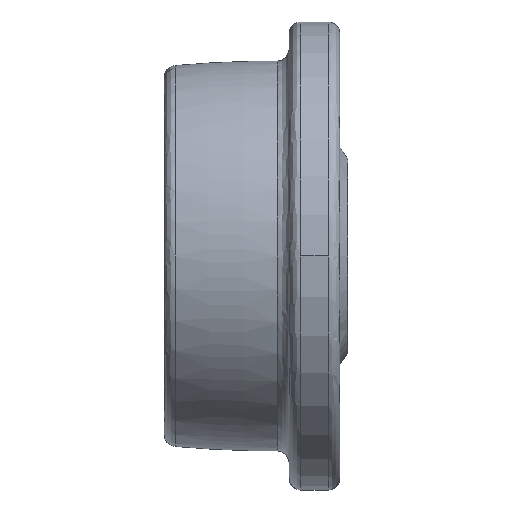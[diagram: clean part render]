
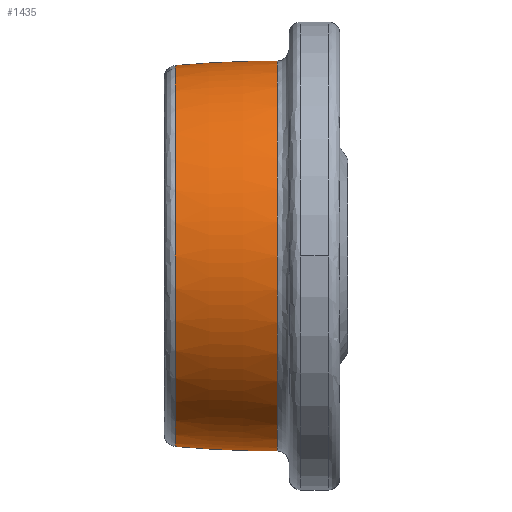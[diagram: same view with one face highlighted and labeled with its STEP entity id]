
A CAD part, front view. The second image highlights one B-rep face of the part: STEP entity #1435.
In plain terms, the highlighted toroidal (fillet/blend) face has major radius 250 mm and minor radius 300 mm.
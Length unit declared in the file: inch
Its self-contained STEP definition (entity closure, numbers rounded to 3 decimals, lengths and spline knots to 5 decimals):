
#85 = DIRECTION ( 'NONE',  ( 1., 0., 0. ) ) ;
#134 = CARTESIAN_POINT ( 'NONE',  ( 0.21654, 0., 0. ) ) ;
#161 = DIRECTION ( 'NONE',  ( 0., -1., 0. ) ) ;
#226 = VERTEX_POINT ( 'NONE', #1704 ) ;
#362 = CARTESIAN_POINT ( 'NONE',  ( 0.21654, 0., -9.84252 ) ) ;
#392 = VERTEX_POINT ( 'NONE', #1613 ) ;
#487 = CIRCLE ( 'NONE', #1243, 1.92316 ) ;
#508 = VERTEX_POINT ( 'NONE', #1139 ) ;
#576 = AXIS2_PLACEMENT_3D ( 'NONE', #134, #85, #860 ) ;
#579 = CIRCLE ( 'NONE', #1402, 11.81102 ) ;
#583 = CARTESIAN_POINT ( 'NONE',  ( -0.81743, 0., 1.92316 ) ) ;
#590 = EDGE_LOOP ( 'NONE', ( #705, #826, #1814, #1389 ) ) ;
#705 = ORIENTED_EDGE ( 'NONE', *, *, #1763, .F. ) ;
#717 = AXIS2_PLACEMENT_3D ( 'NONE', #362, #988, #1009 ) ;
#826 = ORIENTED_EDGE ( 'NONE', *, *, #1611, .F. ) ;
#860 = DIRECTION ( 'NONE',  ( 0., 1., 0. ) ) ;
#957 = CARTESIAN_POINT ( 'NONE',  ( 0.21654, 0., 9.84252 ) ) ;
#988 = DIRECTION ( 'NONE',  ( 0., 1., 0. ) ) ;
#1009 = DIRECTION ( 'NONE',  ( 0., 0., 1. ) ) ;
#1013 = CARTESIAN_POINT ( 'NONE',  ( 0.21654, 0., 0. ) ) ;
#1110 = DIRECTION ( 'NONE',  ( 0., 0., -1. ) ) ;
#1132 = EDGE_CURVE ( 'NONE', #508, #392, #1161, .T. ) ;
#1139 = CARTESIAN_POINT ( 'NONE',  ( 0.21654, 0., 1.9685 ) ) ;
#1145 = DIRECTION ( 'NONE',  ( 1., 0., 0. ) ) ;
#1153 = VERTEX_POINT ( 'NONE', #583 ) ;
#1161 = CIRCLE ( 'NONE', #576, 1.9685 ) ;
#1201 = TOROIDAL_SURFACE ( 'NONE', #1941, -9.84252, 11.81102 ) ;
#1243 = AXIS2_PLACEMENT_3D ( 'NONE', #1759, #1791, #1310 ) ;
#1310 = DIRECTION ( 'NONE',  ( 0., 0., 1. ) ) ;
#1342 = EDGE_CURVE ( 'NONE', #226, #392, #579, .T. ) ;
#1389 = ORIENTED_EDGE ( 'NONE', *, *, #1132, .F. ) ;
#1402 = AXIS2_PLACEMENT_3D ( 'NONE', #957, #161, #1110 ) ;
#1435 = ADVANCED_FACE ( 'NONE', ( #1780 ), #1201, .T. ) ;
#1593 = CIRCLE ( 'NONE', #717, 11.81102 ) ;
#1607 = DIRECTION ( 'NONE',  ( 0., 0., -1. ) ) ;
#1611 = EDGE_CURVE ( 'NONE', #226, #1153, #487, .T. ) ;
#1613 = CARTESIAN_POINT ( 'NONE',  ( 0.21654, 0., -1.9685 ) ) ;
#1704 = CARTESIAN_POINT ( 'NONE',  ( -0.81743, 0., -1.92316 ) ) ;
#1759 = CARTESIAN_POINT ( 'NONE',  ( -0.81743, 0., 0. ) ) ;
#1763 = EDGE_CURVE ( 'NONE', #1153, #508, #1593, .T. ) ;
#1780 = FACE_OUTER_BOUND ( 'NONE', #590, .T. ) ;
#1791 = DIRECTION ( 'NONE',  ( -1., 0., 0. ) ) ;
#1814 = ORIENTED_EDGE ( 'NONE', *, *, #1342, .T. ) ;
#1941 = AXIS2_PLACEMENT_3D ( 'NONE', #1013, #1145, #1607 ) ;
